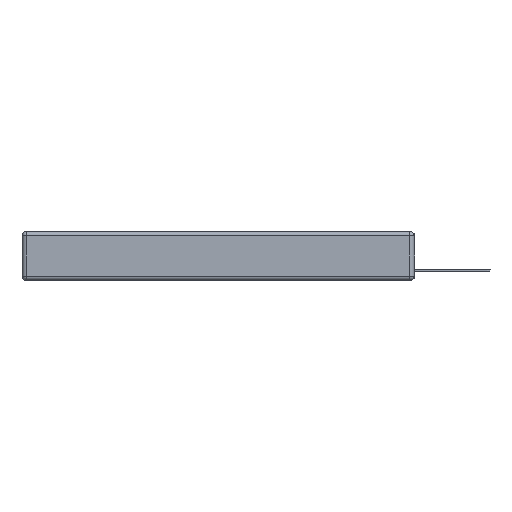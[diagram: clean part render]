
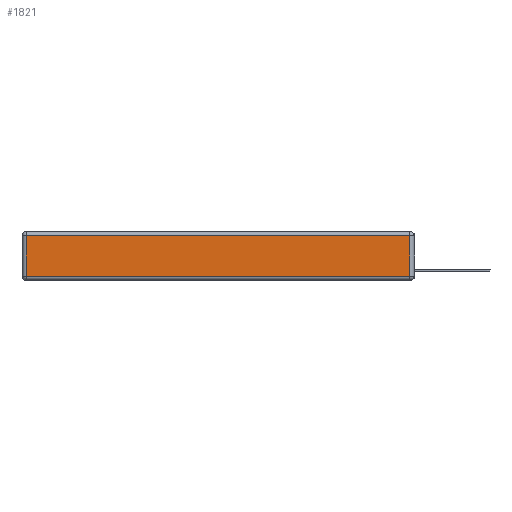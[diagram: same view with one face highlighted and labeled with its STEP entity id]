
A CAD part, left-side view. The second image highlights one B-rep face of the part: STEP entity #1821.
In plain terms, the highlighted planar face has unit normal (-1, 0, 0).
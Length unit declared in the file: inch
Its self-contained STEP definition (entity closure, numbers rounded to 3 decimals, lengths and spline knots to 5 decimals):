
#1295 = DIRECTION ( 'NONE',  ( 0., 1., 0. ) ) ;
#1821 = ADVANCED_FACE ( 'NONE', ( #7893 ), #5029, .T. ) ;
#1865 = ORIENTED_EDGE ( 'NONE', *, *, #6589, .T. ) ;
#2091 = CARTESIAN_POINT ( 'NONE',  ( 0., 2.72, -0.343 ) ) ;
#2431 = CARTESIAN_POINT ( 'NONE',  ( 0., 0., -0.343 ) ) ;
#2624 = VERTEX_POINT ( 'NONE', #15979 ) ;
#3420 = DIRECTION ( 'NONE',  ( 0., 0., -1. ) ) ;
#3505 = CARTESIAN_POINT ( 'NONE',  ( 0., 0., -0.313 ) ) ;
#3567 = VECTOR ( 'NONE', #3420, 39.37008 ) ;
#3695 = LINE ( 'NONE', #3505, #18041 ) ;
#5029 = PLANE ( 'NONE',  #16508 ) ;
#5873 = CARTESIAN_POINT ( 'NONE',  ( 0., 0.03, -0.313 ) ) ;
#6432 = LINE ( 'NONE', #7580, #11712 ) ;
#6589 = EDGE_CURVE ( 'NONE', #8640, #18057, #6432, .T. ) ;
#7042 = EDGE_CURVE ( 'NONE', #15463, #8640, #3695, .T. ) ;
#7184 = ORIENTED_EDGE ( 'NONE', *, *, #18533, .T. ) ;
#7580 = CARTESIAN_POINT ( 'NONE',  ( 0., 0.03, -0.343 ) ) ;
#7893 = FACE_OUTER_BOUND ( 'NONE', #15191, .T. ) ;
#8640 = VERTEX_POINT ( 'NONE', #5873 ) ;
#8667 = CARTESIAN_POINT ( 'NONE',  ( 0., 2.75, -0.03 ) ) ;
#9715 = DIRECTION ( 'NONE',  ( -1., 0., 0. ) ) ;
#11014 = CARTESIAN_POINT ( 'NONE',  ( 0., 0.03, -0.03 ) ) ;
#11379 = ORIENTED_EDGE ( 'NONE', *, *, #14337, .T. ) ;
#11450 = ORIENTED_EDGE ( 'NONE', *, *, #7042, .T. ) ;
#11712 = VECTOR ( 'NONE', #12272, 39.37008 ) ;
#12272 = DIRECTION ( 'NONE',  ( 0., 0., 1. ) ) ;
#12296 = DIRECTION ( 'NONE',  ( 0., 0., 1. ) ) ;
#12597 = DIRECTION ( 'NONE',  ( 0., -1., 0. ) ) ;
#13434 = CARTESIAN_POINT ( 'NONE',  ( 0., 2.72, -0.313 ) ) ;
#14337 = EDGE_CURVE ( 'NONE', #18057, #2624, #17167, .T. ) ;
#15191 = EDGE_LOOP ( 'NONE', ( #11450, #1865, #11379, #7184 ) ) ;
#15463 = VERTEX_POINT ( 'NONE', #13434 ) ;
#15979 = CARTESIAN_POINT ( 'NONE',  ( 0., 2.72, -0.03 ) ) ;
#16508 = AXIS2_PLACEMENT_3D ( 'NONE', #2431, #9715, #12296 ) ;
#17167 = LINE ( 'NONE', #8667, #17832 ) ;
#17832 = VECTOR ( 'NONE', #1295, 39.37008 ) ;
#18041 = VECTOR ( 'NONE', #12597, 39.37008 ) ;
#18057 = VERTEX_POINT ( 'NONE', #11014 ) ;
#18068 = LINE ( 'NONE', #2091, #3567 ) ;
#18533 = EDGE_CURVE ( 'NONE', #2624, #15463, #18068, .T. ) ;
